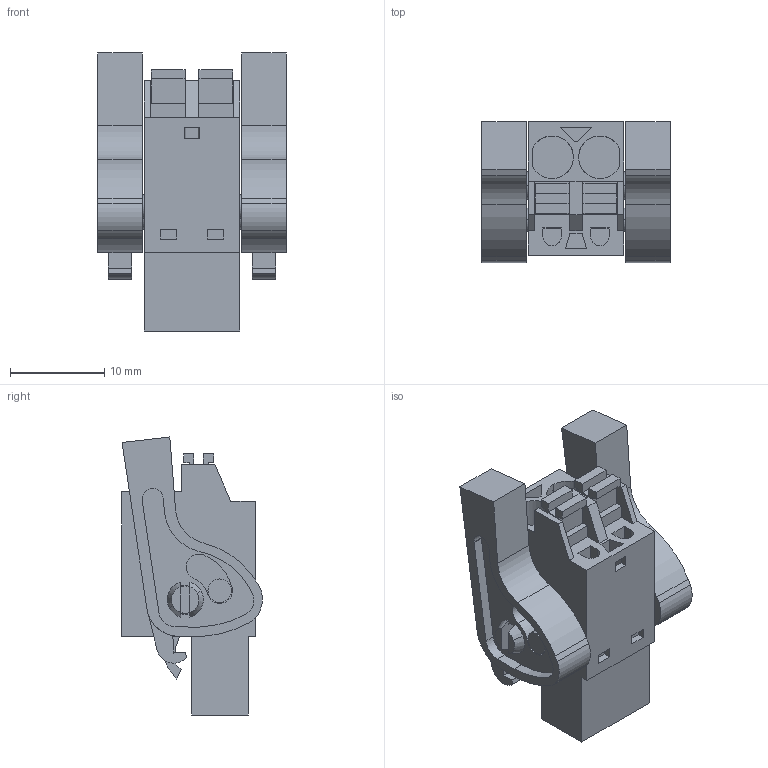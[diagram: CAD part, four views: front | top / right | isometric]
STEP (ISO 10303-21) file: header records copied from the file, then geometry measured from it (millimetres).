
FILE_DESCRIPTION(('CATIA V5 STEP Exchange','CAx-IF Rec.Pracs.--- Model Styling and Organization---1.2---2011-12-15'),'2;1');
FILE_NAME ('D1446619_0_1014370000_1014370000.stp','2017-04-29T06:10:51+00:00',('none'),('Weidmueller'),'CATIA Version 5-6 Release 2014','CATIA V5 STEP AP214','none');
FILE_SCHEMA(('AUTOMOTIVE_DESIGN { 1 0 10303 214 1 1 1 1 }'));
Length unit declared in the file: millimetre
Products named in the file (1): 1014370000
Bounding box: 19.98 x 14.96 x 29.52 mm (x, y, z)
Volume: 3609.9 mm3; surface area: 3698.2 mm2
Topology: 5 solids, 5 shells, 270 faces, 714 edges, 477 vertices
Faces by surface type: plane 182, cylinder 79, cone 8, extrusion 1
Entity records: 8484 total; most frequent: CARTESIAN_POINT 1640, ORIENTED_EDGE 1428, DIRECTION 1152, EDGE_CURVE 714, VECTOR 520, LINE 519, VERTEX_POINT 477, AXIS2_PLACEMENT_3D 397
